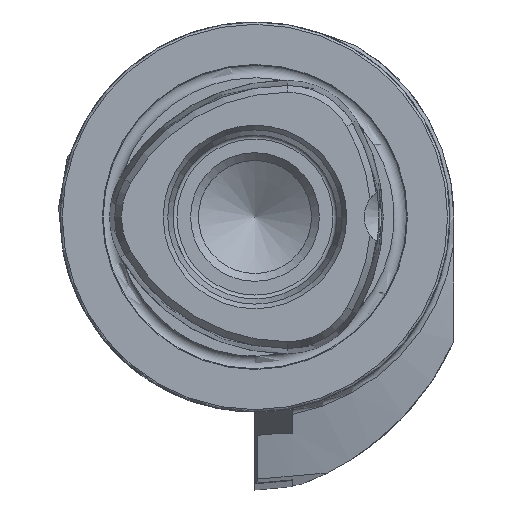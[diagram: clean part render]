
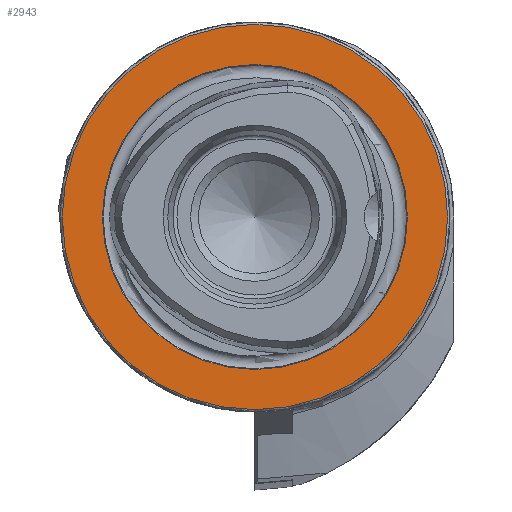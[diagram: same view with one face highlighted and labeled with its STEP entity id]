
A CAD part, left-side view. The second image highlights one B-rep face of the part: STEP entity #2943.
In plain terms, the highlighted planar face has unit normal (-1, 0, 0).
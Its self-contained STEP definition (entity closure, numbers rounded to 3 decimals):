
#103 = AXIS2_PLACEMENT_3D ( 'NONE', #8334, #1806, #1162 ) ;
#118 = EDGE_CURVE ( 'NONE', #2046, #2046, #999, .T. ) ;
#315 = DIRECTION ( 'NONE',  ( 0., 0., 1. ) ) ;
#467 = DIRECTION ( 'NONE',  ( 0., 0., -1. ) ) ;
#999 = CIRCLE ( 'NONE', #1342, 24.7 ) ;
#1162 = DIRECTION ( 'NONE',  ( 0., 0., 1. ) ) ;
#1342 = AXIS2_PLACEMENT_3D ( 'NONE', #6773, #8296, #315 ) ;
#1580 = VERTEX_POINT ( 'NONE', #1791 ) ;
#1791 = CARTESIAN_POINT ( 'NONE',  ( 0., 0., 19.55 ) ) ;
#1806 = DIRECTION ( 'NONE',  ( -1., 0., 0. ) ) ;
#2046 = VERTEX_POINT ( 'NONE', #5962 ) ;
#2943 = ADVANCED_FACE ( 'NONE', ( #8312, #6141 ), #3352, .F. ) ;
#3001 = ORIENTED_EDGE ( 'NONE', *, *, #9139, .F. ) ;
#3352 = PLANE ( 'NONE',  #8179 ) ;
#4080 = CARTESIAN_POINT ( 'NONE',  ( 0., 19.55, 0. ) ) ;
#4811 = EDGE_LOOP ( 'NONE', ( #5907 ) ) ;
#4814 = DIRECTION ( 'NONE',  ( 1., 0., 0. ) ) ;
#5907 = ORIENTED_EDGE ( 'NONE', *, *, #118, .T. ) ;
#5962 = CARTESIAN_POINT ( 'NONE',  ( 0., 0., 24.7 ) ) ;
#6141 = FACE_OUTER_BOUND ( 'NONE', #4811, .T. ) ;
#6773 = CARTESIAN_POINT ( 'NONE',  ( 0., 0., 0. ) ) ;
#8179 = AXIS2_PLACEMENT_3D ( 'NONE', #4080, #4814, #467 ) ;
#8271 = EDGE_LOOP ( 'NONE', ( #3001 ) ) ;
#8296 = DIRECTION ( 'NONE',  ( -1., 0., 0. ) ) ;
#8312 = FACE_BOUND ( 'NONE', #8271, .T. ) ;
#8334 = CARTESIAN_POINT ( 'NONE',  ( 0., 0., 0. ) ) ;
#8397 = CIRCLE ( 'NONE', #103, 19.55 ) ;
#9139 = EDGE_CURVE ( 'NONE', #1580, #1580, #8397, .T. ) ;
